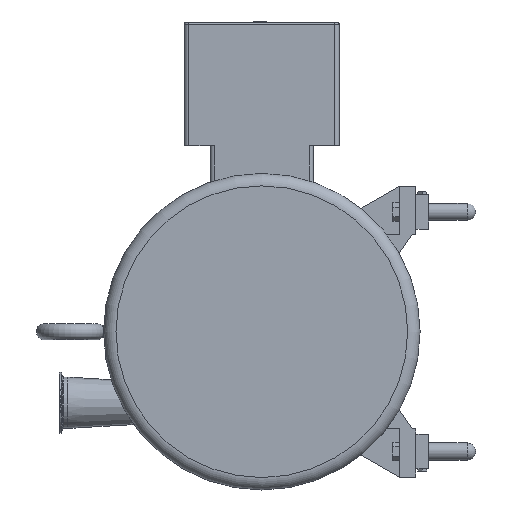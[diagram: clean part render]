
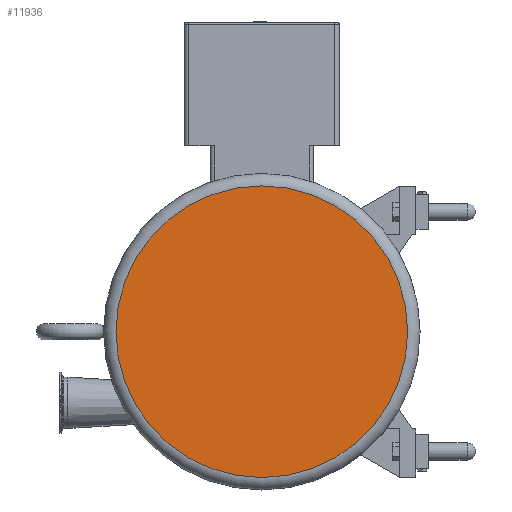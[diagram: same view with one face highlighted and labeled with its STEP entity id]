
A CAD part, left-side view. The second image highlights one B-rep face of the part: STEP entity #11936.
In plain terms, the highlighted planar face has unit normal (-1, 0, 0).
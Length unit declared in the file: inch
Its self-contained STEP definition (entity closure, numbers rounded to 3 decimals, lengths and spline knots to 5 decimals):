
#2172=PLANE('',#12866);
#2711=FACE_OUTER_BOUND('',#3393,.T.);
#3393=EDGE_LOOP('',(#9408,#9409));
#3939=CIRCLE('',#12863,8.524);
#3940=CIRCLE('',#12864,8.524);
#5241=VERTEX_POINT('',#21848);
#5242=VERTEX_POINT('',#21850);
#6770=EDGE_CURVE('',#5241,#5242,#3939,.T.);
#6771=EDGE_CURVE('',#5242,#5241,#3940,.T.);
#9408=ORIENTED_EDGE('',*,*,#6771,.F.);
#9409=ORIENTED_EDGE('',*,*,#6770,.F.);
#11936=ADVANCED_FACE('',(#2711),#2172,.T.);
#12863=AXIS2_PLACEMENT_3D('',#21851,#15192,#15193);
#12864=AXIS2_PLACEMENT_3D('',#21852,#15194,#15195);
#12866=AXIS2_PLACEMENT_3D('',#21854,#15198,#15199);
#15192=DIRECTION('center_axis',(1.,0.,0.));
#15193=DIRECTION('ref_axis',(0.,0.,
1.));
#15194=DIRECTION('center_axis',(1.,0.,0.));
#15195=DIRECTION('ref_axis',(0.,0.,
1.));
#15198=DIRECTION('center_axis',(-1.,0.,0.));
#15199=DIRECTION('ref_axis',(0.,1.,0.));
#21848=CARTESIAN_POINT('',(-33.347,8.524,0.));
#21850=CARTESIAN_POINT('',(-33.347,0.,-8.524));
#21851=CARTESIAN_POINT('Origin',(-33.347,0.,0.));
#21852=CARTESIAN_POINT('Origin',(-33.347,0.,0.));
#21854=CARTESIAN_POINT('Origin',(-33.347,0.,-9.25));
